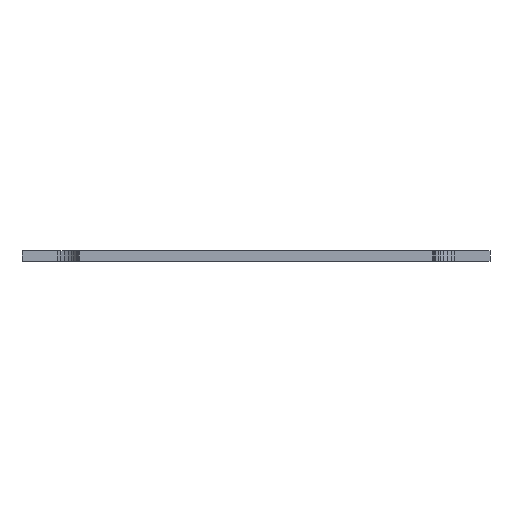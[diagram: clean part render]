
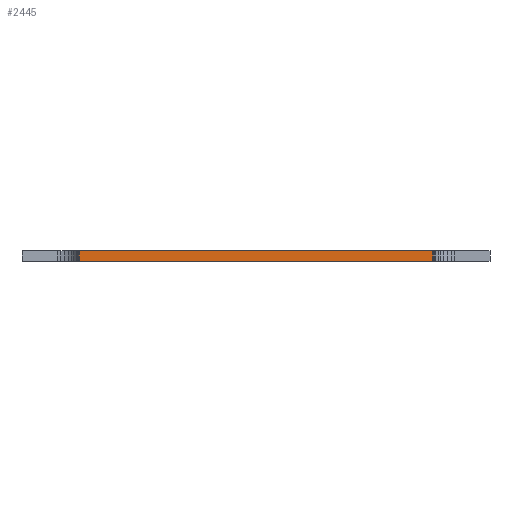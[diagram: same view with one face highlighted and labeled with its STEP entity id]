
A CAD part, left-side view. The second image highlights one B-rep face of the part: STEP entity #2445.
In plain terms, the highlighted planar face has unit normal (-1, 0, 0).
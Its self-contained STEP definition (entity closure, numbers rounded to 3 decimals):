
#100 = PLANE('',#101);
#101 = AXIS2_PLACEMENT_3D('',#102,#103,#104);
#102 = CARTESIAN_POINT('',(87.3,25.4,1.689));
#103 = DIRECTION('',(0.,0.,1.));
#104 = DIRECTION('',(1.,0.,0.));
#154 = PLANE('',#155);
#155 = AXIS2_PLACEMENT_3D('',#156,#157,#158);
#156 = CARTESIAN_POINT('',(87.3,25.4,0.));
#157 = DIRECTION('',(0.,0.,1.));
#158 = DIRECTION('',(1.,0.,0.));
#2337 = PLANE('',#2338);
#2338 = AXIS2_PLACEMENT_3D('',#2339,#2340,#2341);
#2339 = CARTESIAN_POINT('',(29.9,90.45,0.));
#2340 = DIRECTION('',(0.,-1.,0.));
#2341 = DIRECTION('',(-1.,0.,0.));
#2375 = VERTEX_POINT('',#2376);
#2376 = CARTESIAN_POINT('',(25.4,90.45,1.689));
#2397 = EDGE_CURVE('',#2398,#2375,#2400,.T.);
#2398 = VERTEX_POINT('',#2399);
#2399 = CARTESIAN_POINT('',(25.4,90.45,0.));
#2400 = SURFACE_CURVE('',#2401,(#2405,#2412),.PCURVE_S1.);
#2401 = LINE('',#2402,#2403);
#2402 = CARTESIAN_POINT('',(25.4,90.45,0.));
#2403 = VECTOR('',#2404,1.);
#2404 = DIRECTION('',(0.,0.,1.));
#2405 = PCURVE('',#2337,#2406);
#2406 = DEFINITIONAL_REPRESENTATION('',(#2407),#2411);
#2407 = LINE('',#2408,#2409);
#2408 = CARTESIAN_POINT('',(4.5,0.));
#2409 = VECTOR('',#2410,1.);
#2410 = DIRECTION('',(0.,-1.));
#2411 = ( GEOMETRIC_REPRESENTATION_CONTEXT(2) 
PARAMETRIC_REPRESENTATION_CONTEXT() REPRESENTATION_CONTEXT('2D SPACE',''
  ) );
#2412 = PCURVE('',#2413,#2418);
#2413 = PLANE('',#2414);
#2414 = AXIS2_PLACEMENT_3D('',#2415,#2416,#2417);
#2415 = CARTESIAN_POINT('',(25.4,90.45,0.));
#2416 = DIRECTION('',(1.,0.,0.));
#2417 = DIRECTION('',(0.,-1.,0.));
#2418 = DEFINITIONAL_REPRESENTATION('',(#2419),#2423);
#2419 = LINE('',#2420,#2421);
#2420 = CARTESIAN_POINT('',(0.,0.));
#2421 = VECTOR('',#2422,1.);
#2422 = DIRECTION('',(0.,-1.));
#2423 = ( GEOMETRIC_REPRESENTATION_CONTEXT(2) 
PARAMETRIC_REPRESENTATION_CONTEXT() REPRESENTATION_CONTEXT('2D SPACE',''
  ) );
#2445 = ADVANCED_FACE('',(#2446),#2413,.F.);
#2446 = FACE_BOUND('',#2447,.F.);
#2447 = EDGE_LOOP('',(#2448,#2449,#2472,#2500));
#2448 = ORIENTED_EDGE('',*,*,#2397,.T.);
#2449 = ORIENTED_EDGE('',*,*,#2450,.T.);
#2450 = EDGE_CURVE('',#2375,#2451,#2453,.T.);
#2451 = VERTEX_POINT('',#2452);
#2452 = CARTESIAN_POINT('',(25.4,34.45,1.689));
#2453 = SURFACE_CURVE('',#2454,(#2458,#2465),.PCURVE_S1.);
#2454 = LINE('',#2455,#2456);
#2455 = CARTESIAN_POINT('',(25.4,90.45,1.689));
#2456 = VECTOR('',#2457,1.);
#2457 = DIRECTION('',(0.,-1.,0.));
#2458 = PCURVE('',#2413,#2459);
#2459 = DEFINITIONAL_REPRESENTATION('',(#2460),#2464);
#2460 = LINE('',#2461,#2462);
#2461 = CARTESIAN_POINT('',(0.,-1.689));
#2462 = VECTOR('',#2463,1.);
#2463 = DIRECTION('',(1.,0.));
#2464 = ( GEOMETRIC_REPRESENTATION_CONTEXT(2) 
PARAMETRIC_REPRESENTATION_CONTEXT() REPRESENTATION_CONTEXT('2D SPACE',''
  ) );
#2465 = PCURVE('',#100,#2466);
#2466 = DEFINITIONAL_REPRESENTATION('',(#2467),#2471);
#2467 = LINE('',#2468,#2469);
#2468 = CARTESIAN_POINT('',(-61.9,65.05));
#2469 = VECTOR('',#2470,1.);
#2470 = DIRECTION('',(0.,-1.));
#2471 = ( GEOMETRIC_REPRESENTATION_CONTEXT(2) 
PARAMETRIC_REPRESENTATION_CONTEXT() REPRESENTATION_CONTEXT('2D SPACE',''
  ) );
#2472 = ORIENTED_EDGE('',*,*,#2473,.F.);
#2473 = EDGE_CURVE('',#2474,#2451,#2476,.T.);
#2474 = VERTEX_POINT('',#2475);
#2475 = CARTESIAN_POINT('',(25.4,34.45,0.));
#2476 = SURFACE_CURVE('',#2477,(#2481,#2488),.PCURVE_S1.);
#2477 = LINE('',#2478,#2479);
#2478 = CARTESIAN_POINT('',(25.4,34.45,0.));
#2479 = VECTOR('',#2480,1.);
#2480 = DIRECTION('',(0.,0.,1.));
#2481 = PCURVE('',#2413,#2482);
#2482 = DEFINITIONAL_REPRESENTATION('',(#2483),#2487);
#2483 = LINE('',#2484,#2485);
#2484 = CARTESIAN_POINT('',(56.,0.));
#2485 = VECTOR('',#2486,1.);
#2486 = DIRECTION('',(0.,-1.));
#2487 = ( GEOMETRIC_REPRESENTATION_CONTEXT(2) 
PARAMETRIC_REPRESENTATION_CONTEXT() REPRESENTATION_CONTEXT('2D SPACE',''
  ) );
#2488 = PCURVE('',#2489,#2494);
#2489 = PLANE('',#2490);
#2490 = AXIS2_PLACEMENT_3D('',#2491,#2492,#2493);
#2491 = CARTESIAN_POINT('',(25.4,34.45,0.));
#2492 = DIRECTION('',(0.,1.,0.));
#2493 = DIRECTION('',(1.,0.,0.));
#2494 = DEFINITIONAL_REPRESENTATION('',(#2495),#2499);
#2495 = LINE('',#2496,#2497);
#2496 = CARTESIAN_POINT('',(0.,0.));
#2497 = VECTOR('',#2498,1.);
#2498 = DIRECTION('',(0.,-1.));
#2499 = ( GEOMETRIC_REPRESENTATION_CONTEXT(2) 
PARAMETRIC_REPRESENTATION_CONTEXT() REPRESENTATION_CONTEXT('2D SPACE',''
  ) );
#2500 = ORIENTED_EDGE('',*,*,#2501,.F.);
#2501 = EDGE_CURVE('',#2398,#2474,#2502,.T.);
#2502 = SURFACE_CURVE('',#2503,(#2507,#2514),.PCURVE_S1.);
#2503 = LINE('',#2504,#2505);
#2504 = CARTESIAN_POINT('',(25.4,90.45,0.));
#2505 = VECTOR('',#2506,1.);
#2506 = DIRECTION('',(0.,-1.,0.));
#2507 = PCURVE('',#2413,#2508);
#2508 = DEFINITIONAL_REPRESENTATION('',(#2509),#2513);
#2509 = LINE('',#2510,#2511);
#2510 = CARTESIAN_POINT('',(0.,0.));
#2511 = VECTOR('',#2512,1.);
#2512 = DIRECTION('',(1.,0.));
#2513 = ( GEOMETRIC_REPRESENTATION_CONTEXT(2) 
PARAMETRIC_REPRESENTATION_CONTEXT() REPRESENTATION_CONTEXT('2D SPACE',''
  ) );
#2514 = PCURVE('',#154,#2515);
#2515 = DEFINITIONAL_REPRESENTATION('',(#2516),#2520);
#2516 = LINE('',#2517,#2518);
#2517 = CARTESIAN_POINT('',(-61.9,65.05));
#2518 = VECTOR('',#2519,1.);
#2519 = DIRECTION('',(0.,-1.));
#2520 = ( GEOMETRIC_REPRESENTATION_CONTEXT(2) 
PARAMETRIC_REPRESENTATION_CONTEXT() REPRESENTATION_CONTEXT('2D SPACE',''
  ) );
